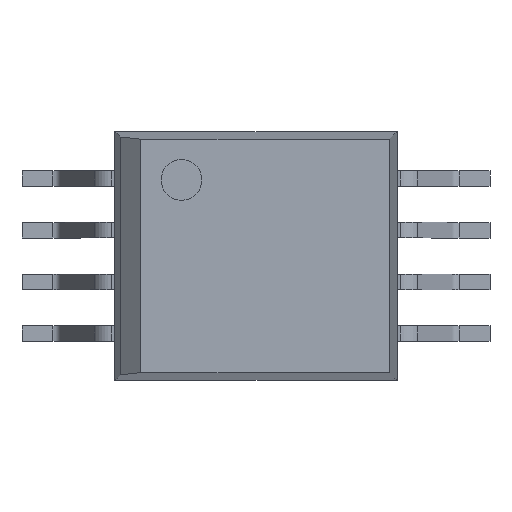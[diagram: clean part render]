
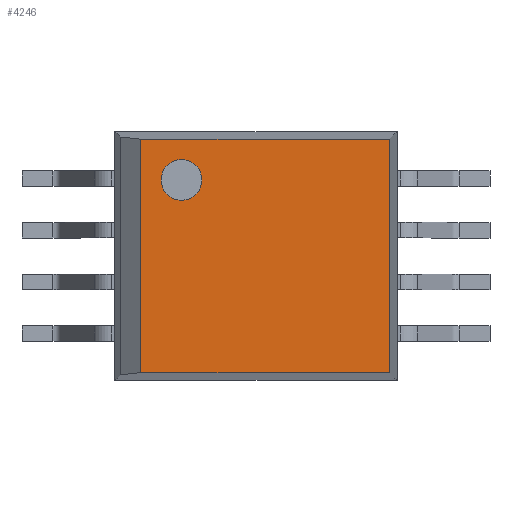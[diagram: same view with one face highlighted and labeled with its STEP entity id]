
A CAD part, top view. The second image highlights one B-rep face of the part: STEP entity #4246.
In plain terms, the highlighted planar face has unit normal (0, 0, 1).
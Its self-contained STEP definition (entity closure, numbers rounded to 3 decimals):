
#3799=CARTESIAN_POINT('',(-1.332,1.867,3.607));
#3800=VERTEX_POINT('',#3799);
#3809=CARTESIAN_POINT('',(-2.332,1.867,3.607));
#3810=VERTEX_POINT('',#3809);
#3811=CARTESIAN_POINT('',(-1.832,1.867,3.607));
#3812=DIRECTION('',(0.0,0.0,-1.0));
#3813=DIRECTION('',(1.0,0.0,0.0));
#3814=AXIS2_PLACEMENT_3D('',#3811,#3812,#3813);
#3815=CIRCLE('',#3814,0.5);
#3816=EDGE_CURVE('',#3810,#3800,#3815,.T.);
#3850=CARTESIAN_POINT('',(-1.832,1.867,3.607));
#3851=DIRECTION('',(0.0,0.0,-1.0));
#3852=DIRECTION('',(1.0,0.0,0.0));
#3853=AXIS2_PLACEMENT_3D('',#3850,#3851,#3852);
#3854=CIRCLE('',#3853,0.5);
#3855=EDGE_CURVE('',#3800,#3810,#3854,.T.);
#3875=CARTESIAN_POINT('',(-2.832,2.867,3.607));
#3876=VERTEX_POINT('',#3875);
#3893=CARTESIAN_POINT('',(-2.832,-2.867,3.607));
#3894=VERTEX_POINT('',#3893);
#3901=CARTESIAN_POINT('',(-2.832,-2.867,3.607));
#3902=DIRECTION('',(0.0,1.0,0.0));
#3903=VECTOR('',#3902,5.734);
#3904=LINE('',#3901,#3903);
#3905=EDGE_CURVE('',#3894,#3876,#3904,.T.);
#3947=CARTESIAN_POINT('',(3.282,2.867,3.607));
#3948=VERTEX_POINT('',#3947);
#3949=CARTESIAN_POINT('',(-2.832,2.867,3.607));
#3950=DIRECTION('',(1.0,0.0,0.0));
#3951=VECTOR('',#3950,6.114);
#3952=LINE('',#3949,#3951);
#3953=EDGE_CURVE('',#3876,#3948,#3952,.T.);
#4168=CARTESIAN_POINT('',(3.282,-2.867,3.607));
#4169=VERTEX_POINT('',#4168);
#4176=CARTESIAN_POINT('',(3.282,-2.867,3.607));
#4177=DIRECTION('',(-1.0,0.0,0.0));
#4178=VECTOR('',#4177,6.114);
#4179=LINE('',#4176,#4178);
#4180=EDGE_CURVE('',#4169,#3894,#4179,.T.);
#4192=CARTESIAN_POINT('',(3.282,2.867,3.607));
#4193=DIRECTION('',(0.0,-1.0,0.0));
#4194=VECTOR('',#4193,5.734);
#4195=LINE('',#4192,#4194);
#4196=EDGE_CURVE('',#3948,#4169,#4195,.T.);
#4231=CARTESIAN_POINT('',(0.0,0.,3.607));
#4232=DIRECTION('',(0.0,0.0,1.0));
#4233=DIRECTION('',(0.0,-1.0,0.0));
#4234=AXIS2_PLACEMENT_3D('',#4231,#4232,#4233);
#4235=PLANE('',#4234);
#4236=ORIENTED_EDGE('',*,*,#3905,.F.);
#4237=ORIENTED_EDGE('',*,*,#4180,.F.);
#4238=ORIENTED_EDGE('',*,*,#4196,.F.);
#4239=ORIENTED_EDGE('',*,*,#3953,.F.);
#4240=EDGE_LOOP('',(#4236,#4237,#4238,#4239));
#4241=FACE_OUTER_BOUND('',#4240,.T.);
#4242=ORIENTED_EDGE('',*,*,#3855,.T.);
#4243=ORIENTED_EDGE('',*,*,#3816,.T.);
#4244=EDGE_LOOP('',(#4242,#4243));
#4245=FACE_BOUND('',#4244,.T.);
#4246=ADVANCED_FACE('',(#4241,#4245),#4235,.T.);
